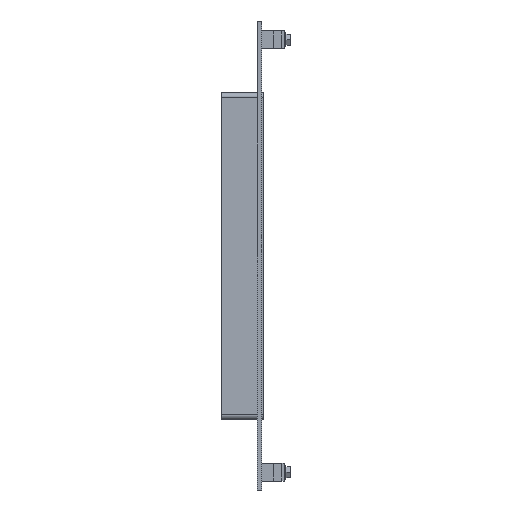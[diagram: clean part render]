
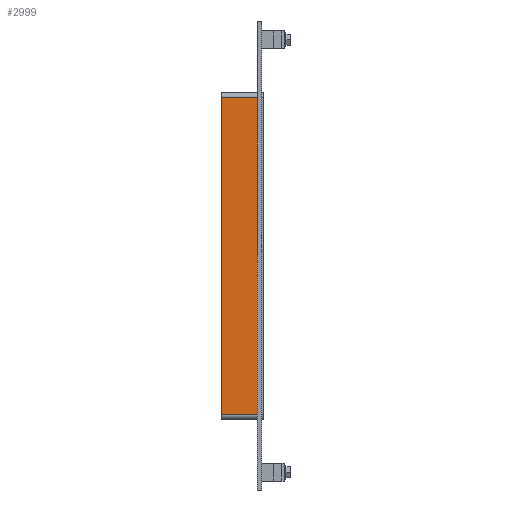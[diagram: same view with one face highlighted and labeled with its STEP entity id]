
A CAD part, left-side view. The second image highlights one B-rep face of the part: STEP entity #2999.
In plain terms, the highlighted planar face has unit normal (-1, 0, 0).
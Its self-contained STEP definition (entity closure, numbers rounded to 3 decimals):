
#1794=CARTESIAN_POINT('',(-392.5,57.0,-224.));
#1795=VERTEX_POINT('',#1794);
#1805=CARTESIAN_POINT('',(-392.5,57.0,224.));
#1806=VERTEX_POINT('',#1805);
#1807=CARTESIAN_POINT('',(-392.5,57.0,-224.));
#1808=DIRECTION('',(0.0,0.0,1.0));
#1809=VECTOR('',#1808,448.0);
#1810=LINE('',#1807,#1809);
#1811=EDGE_CURVE('',#1795,#1806,#1810,.T.);
#2499=CARTESIAN_POINT('',(-392.5,6.,224.0));
#2500=VERTEX_POINT('',#2499);
#2510=CARTESIAN_POINT('',(-392.5,6.,-224.));
#2511=VERTEX_POINT('',#2510);
#2512=CARTESIAN_POINT('',(-392.5,6.,-224.));
#2513=DIRECTION('',(0.0,0.0,1.0));
#2514=VECTOR('',#2513,448.);
#2515=LINE('',#2512,#2514);
#2516=EDGE_CURVE('',#2511,#2500,#2515,.T.);
#2938=CARTESIAN_POINT('',(-392.5,6.,-224.));
#2939=DIRECTION('',(0.0,1.0,0.0));
#2940=VECTOR('',#2939,51.0);
#2941=LINE('',#2938,#2940);
#2942=EDGE_CURVE('',#2511,#1795,#2941,.T.);
#2983=CARTESIAN_POINT('',(-392.5,0.0,-230.));
#2984=DIRECTION('',(-1.0,0.0,0.0));
#2985=DIRECTION('',(0.0,0.0,1.0));
#2986=AXIS2_PLACEMENT_3D('',#2983,#2984,#2985);
#2987=PLANE('',#2986);
#2988=ORIENTED_EDGE('',*,*,#2516,.T.);
#2989=CARTESIAN_POINT('',(-392.5,57.0,224.0));
#2990=DIRECTION('',(0.0,-1.0,0.0));
#2991=VECTOR('',#2990,51.0);
#2992=LINE('',#2989,#2991);
#2993=EDGE_CURVE('',#1806,#2500,#2992,.T.);
#2994=ORIENTED_EDGE('',*,*,#2993,.F.);
#2995=ORIENTED_EDGE('',*,*,#1811,.F.);
#2996=ORIENTED_EDGE('',*,*,#2942,.F.);
#2997=EDGE_LOOP('',(#2988,#2994,#2995,#2996));
#2998=FACE_OUTER_BOUND('',#2997,.T.);
#2999=ADVANCED_FACE('',(#2998),#2987,.T.);
